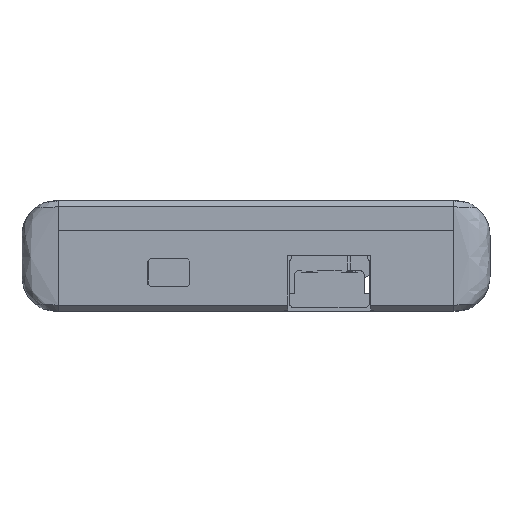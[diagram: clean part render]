
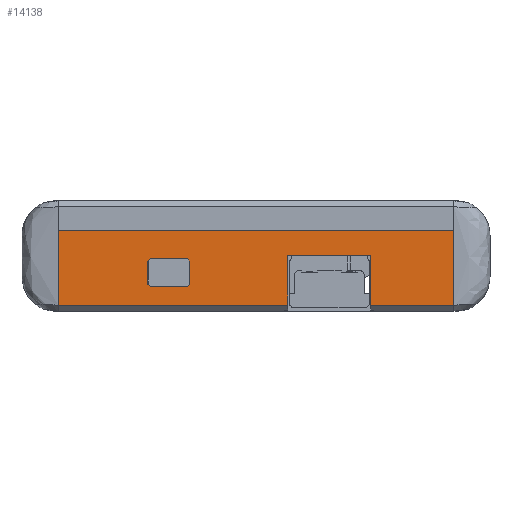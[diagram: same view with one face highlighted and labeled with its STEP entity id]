
A CAD part, front view. The second image highlights one B-rep face of the part: STEP entity #14138.
In plain terms, the highlighted planar face has unit normal (0, -1, 0).
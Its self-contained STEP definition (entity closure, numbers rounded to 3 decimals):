
#181=FACE_BOUND('',#2185,.T.);
#1401=FACE_OUTER_BOUND('',#2184,.T.);
#2184=EDGE_LOOP('',(#11540,#11541,#11542,#11543,#11544,#11545,#11546,#11547));
#2185=EDGE_LOOP('',(#11548,#11549,#11550,#11551,#11552,#11553,#11554,#11555));
#3471=LINE('',#22424,#4989);
#3505=LINE('',#22514,#5023);
#3510=LINE('',#22524,#5028);
#3511=LINE('',#22525,#5029);
#3512=LINE('',#22527,#5030);
#3513=LINE('',#22529,#5031);
#3514=LINE('',#22531,#5032);
#3515=LINE('',#22532,#5033);
#3516=LINE('',#22535,#5034);
#3517=LINE('',#22537,#5035);
#3518=LINE('',#22539,#5036);
#3519=LINE('',#22541,#5037);
#3520=LINE('',#22543,#5038);
#3521=LINE('',#22545,#5039);
#3522=LINE('',#22547,#5040);
#3523=LINE('',#22548,#5041);
#4989=VECTOR('',#18249,10.);
#5023=VECTOR('',#18337,10.);
#5028=VECTOR('',#18344,10.);
#5029=VECTOR('',#18345,10.);
#5030=VECTOR('',#18346,10.);
#5031=VECTOR('',#18347,10.);
#5032=VECTOR('',#18348,10.);
#5033=VECTOR('',#18349,10.);
#5034=VECTOR('',#18350,10.);
#5035=VECTOR('',#18351,10.);
#5036=VECTOR('',#18352,10.);
#5037=VECTOR('',#18353,10.);
#5038=VECTOR('',#18354,10.);
#5039=VECTOR('',#18355,10.);
#5040=VECTOR('',#18356,10.);
#5041=VECTOR('',#18357,10.);
#6463=VERTEX_POINT('',#22421);
#6464=VERTEX_POINT('',#22423);
#6492=VERTEX_POINT('',#22511);
#6493=VERTEX_POINT('',#22513);
#6497=VERTEX_POINT('',#22523);
#6498=VERTEX_POINT('',#22526);
#6499=VERTEX_POINT('',#22528);
#6500=VERTEX_POINT('',#22530);
#6501=VERTEX_POINT('',#22533);
#6502=VERTEX_POINT('',#22534);
#6503=VERTEX_POINT('',#22536);
#6504=VERTEX_POINT('',#22538);
#6505=VERTEX_POINT('',#22540);
#6506=VERTEX_POINT('',#22542);
#6507=VERTEX_POINT('',#22544);
#6508=VERTEX_POINT('',#22546);
#8255=EDGE_CURVE('',#6464,#6463,#3471,.T.);
#8297=EDGE_CURVE('',#6492,#6493,#3505,.T.);
#8302=EDGE_CURVE('',#6497,#6492,#3510,.T.);
#8303=EDGE_CURVE('',#6464,#6497,#3511,.T.);
#8304=EDGE_CURVE('',#6498,#6463,#3512,.T.);
#8305=EDGE_CURVE('',#6498,#6499,#3513,.T.);
#8306=EDGE_CURVE('',#6499,#6500,#3514,.F.);
#8307=EDGE_CURVE('',#6500,#6493,#3515,.T.);
#8308=EDGE_CURVE('',#6501,#6502,#3516,.T.);
#8309=EDGE_CURVE('',#6503,#6502,#3517,.T.);
#8310=EDGE_CURVE('',#6503,#6504,#3518,.T.);
#8311=EDGE_CURVE('',#6505,#6504,#3519,.T.);
#8312=EDGE_CURVE('',#6505,#6506,#3520,.T.);
#8313=EDGE_CURVE('',#6507,#6506,#3521,.T.);
#8314=EDGE_CURVE('',#6507,#6508,#3522,.T.);
#8315=EDGE_CURVE('',#6501,#6508,#3523,.T.);
#11540=ORIENTED_EDGE('',*,*,#8297,.F.);
#11541=ORIENTED_EDGE('',*,*,#8302,.F.);
#11542=ORIENTED_EDGE('',*,*,#8303,.F.);
#11543=ORIENTED_EDGE('',*,*,#8255,.T.);
#11544=ORIENTED_EDGE('',*,*,#8304,.F.);
#11545=ORIENTED_EDGE('',*,*,#8305,.T.);
#11546=ORIENTED_EDGE('',*,*,#8306,.T.);
#11547=ORIENTED_EDGE('',*,*,#8307,.T.);
#11548=ORIENTED_EDGE('',*,*,#8308,.T.);
#11549=ORIENTED_EDGE('',*,*,#8309,.F.);
#11550=ORIENTED_EDGE('',*,*,#8310,.T.);
#11551=ORIENTED_EDGE('',*,*,#8311,.F.);
#11552=ORIENTED_EDGE('',*,*,#8312,.T.);
#11553=ORIENTED_EDGE('',*,*,#8313,.F.);
#11554=ORIENTED_EDGE('',*,*,#8314,.T.);
#11555=ORIENTED_EDGE('',*,*,#8315,.F.);
#13492=PLANE('',#15285);
#14138=ADVANCED_FACE('',(#1401,#181),#13492,.T.);
#15285=AXIS2_PLACEMENT_3D('',#22522,#18342,#18343);
#18249=DIRECTION('',(0.,0.,-1.));
#18337=DIRECTION('',(-1.,0.,0.));
#18342=DIRECTION('center_axis',(0.,-1.,0.));
#18343=DIRECTION('ref_axis',(-1.,0.,0.));
#18344=DIRECTION('',(0.,0.,-1.));
#18345=DIRECTION('',(1.,0.,0.));
#18346=DIRECTION('',(-1.,0.,0.));
#18347=DIRECTION('',(0.,0.,1.));
#18348=DIRECTION('',(-1.,0.,0.));
#18349=DIRECTION('',(0.,0.,-1.));
#18350=DIRECTION('',(0.,0.,1.));
#18351=DIRECTION('',(-0.707,0.,-0.707));
#18352=DIRECTION('',(1.,0.,0.));
#18353=DIRECTION('',(-0.707,0.,0.707));
#18354=DIRECTION('',(0.,0.,-1.));
#18355=DIRECTION('',(0.707,0.,0.707));
#18356=DIRECTION('',(-1.,0.,0.));
#18357=DIRECTION('',(0.707,0.,-0.707));
#22421=CARTESIAN_POINT('',(-9.735,-87.312,-16.387));
#22423=CARTESIAN_POINT('',(-9.735,-87.312,8.331));
#22424=CARTESIAN_POINT('',(-9.735,-87.312,8.331));
#22511=CARTESIAN_POINT('',(121.616,-87.312,-16.387));
#22513=CARTESIAN_POINT('',(94.054,-87.312,-16.387));
#22514=CARTESIAN_POINT('',(88.779,-87.312,-16.387));
#22522=CARTESIAN_POINT('Origin',(121.616,-87.312,8.331));
#22523=CARTESIAN_POINT('',(121.616,-87.312,8.331));
#22524=CARTESIAN_POINT('',(121.616,-87.312,8.331));
#22525=CARTESIAN_POINT('',(88.779,-87.312,8.331));
#22526=CARTESIAN_POINT('',(66.546,-87.312,-16.387));
#22527=CARTESIAN_POINT('',(88.779,-87.312,-16.387));
#22528=CARTESIAN_POINT('',(66.546,-87.312,0.15));
#22529=CARTESIAN_POINT('',(66.546,-87.312,-5.028));
#22530=CARTESIAN_POINT('',(94.054,-87.312,0.15));
#22531=CARTESIAN_POINT('',(100.958,-87.312,0.15));
#22532=CARTESIAN_POINT('',(94.054,-87.312,-5.028));
#22533=CARTESIAN_POINT('',(20.059,-87.312,-9.45));
#22534=CARTESIAN_POINT('',(20.059,-87.312,-1.75));
#22535=CARTESIAN_POINT('',(20.059,-87.312,-0.935));
#22536=CARTESIAN_POINT('',(20.809,-87.312,-1.));
#22537=CARTESIAN_POINT('',(48.156,-87.312,26.347));
#22538=CARTESIAN_POINT('',(33.209,-87.312,-1.));
#22539=CARTESIAN_POINT('',(70.838,-87.312,-1.));
#22540=CARTESIAN_POINT('',(33.959,-87.312,-1.75));
#22541=CARTESIAN_POINT('',(53.165,-87.312,-20.957));
#22542=CARTESIAN_POINT('',(33.959,-87.312,-9.45));
#22543=CARTESIAN_POINT('',(33.959,-87.312,3.665));
#22544=CARTESIAN_POINT('',(33.209,-87.312,-10.2));
#22545=CARTESIAN_POINT('',(60.131,-87.312,16.722));
#22546=CARTESIAN_POINT('',(20.809,-87.312,-10.2));
#22547=CARTESIAN_POINT('',(77.788,-87.312,-10.2));
#22548=CARTESIAN_POINT('',(41.19,-87.312,-30.582));
